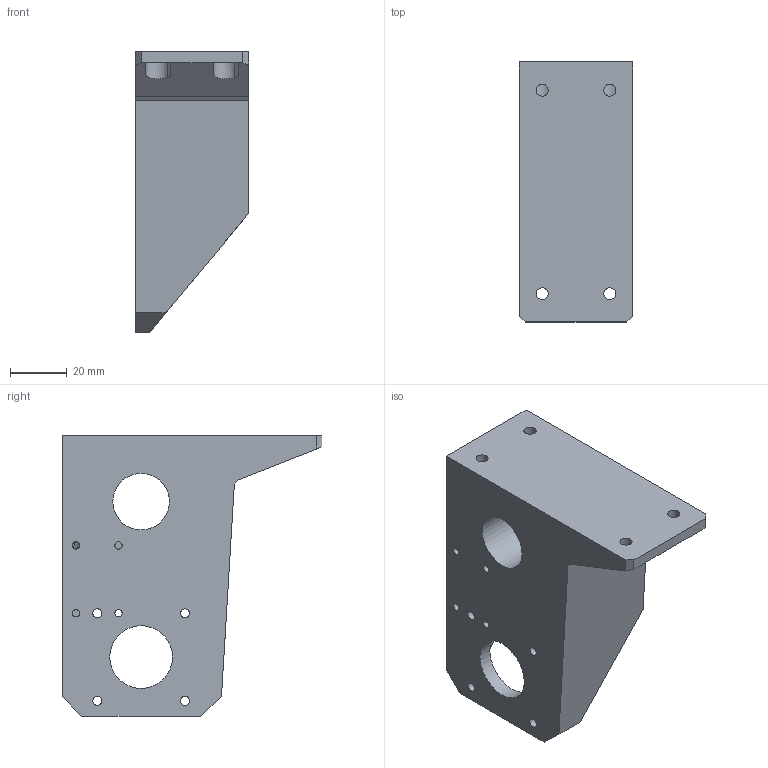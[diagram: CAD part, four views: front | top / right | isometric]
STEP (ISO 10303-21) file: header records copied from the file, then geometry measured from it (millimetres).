
FILE_DESCRIPTION(/* description */ ('CAx-IF Rec.Pracs.---Representation and Presentation of Product Manufacturing Information (PMI)---4.0---2014-10-13','CAx-IF Rec.Pracs.---3D Tessellated Geometry---0.4---2014-09-14','2;1'),/* implementation_level */ '2;1');
FILE_NAME(/* name */ 'V07-01-03-02 - Y axis motor mount',/* time_stamp */ '2022-03-25T17:03:37+03:00',/* author */ (''),/* organization */ (''),/* preprocessor_version */ 'ST-DEVELOPER v16.7',/* originating_system */ 'SIEMENS PLM Software NX 1911',/* authorisation */ $);
FILE_SCHEMA (('AP242_MANAGED_MODEL_BASED_3D_ENGINEERING_MIM_LF { 1 0 10303 442 1 1 4 }'));
Length unit declared in the file: millimetre
Products named in the file (1): V07-01-03-02 - Y axis motor mount
Bounding box: 40 x 92 x 99.38 mm (x, y, z)
Volume: 150143 mm3; surface area: 30450.9 mm2
Topology: 1 solids, 1 shells, 65 faces, 166 edges, 107 vertices
Faces by surface type: plane 41, cylinder 20, torus 2, cone 2
Full cylindrical faces by diameter (mm): 2.6 x4, 3.2 x4, 4.3 x4, 20 x1, 22.2 x1
Entity records: 1942 total; most frequent: CARTESIAN_POINT 333, DIRECTION 325, ORIENTED_EDGE 298, EDGE_CURVE 149, AXIS2_PLACEMENT_3D 111, EDGE_LOOP 107, FACE_BOUND 107, VERTEX_POINT 104
